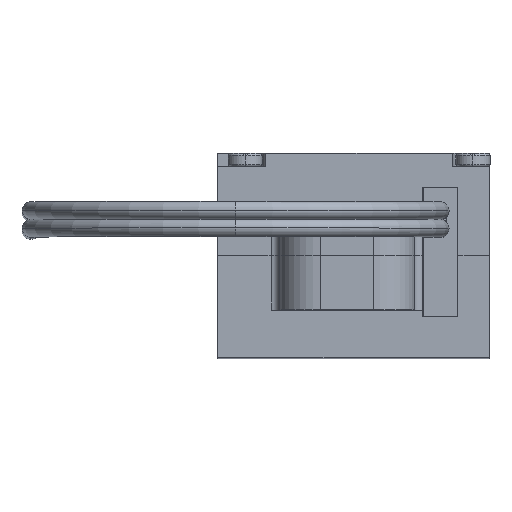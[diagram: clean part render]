
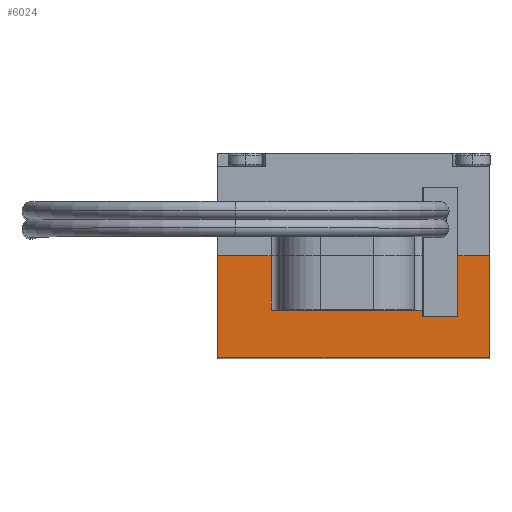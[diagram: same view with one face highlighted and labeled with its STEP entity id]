
A CAD part, top view. The second image highlights one B-rep face of the part: STEP entity #6024.
In plain terms, the highlighted planar face has unit normal (0, 0, 1).
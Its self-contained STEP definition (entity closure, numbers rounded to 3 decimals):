
#124 = VERTEX_POINT ( 'NONE', #2486 ) ;
#228 = VECTOR ( 'NONE', #2328, 1000. ) ;
#443 = CARTESIAN_POINT ( 'NONE',  ( 15., 3.5, 0. ) ) ;
#478 = EDGE_CURVE ( 'NONE', #14750, #4866, #12447, .T. ) ;
#496 = CARTESIAN_POINT ( 'NONE',  ( 3.9, 3.5, 0. ) ) ;
#531 = VECTOR ( 'NONE', #8343, 1000. ) ;
#1051 = DIRECTION ( 'NONE',  ( 0., -1., 0. ) ) ;
#1083 = VECTOR ( 'NONE', #3311, 1000. ) ;
#1163 = DIRECTION ( 'NONE',  ( -1., 0., 0. ) ) ;
#1192 = LINE ( 'NONE', #12760, #6585 ) ;
#1211 = VERTEX_POINT ( 'NONE', #4501 ) ;
#1223 = AXIS2_PLACEMENT_3D ( 'NONE', #10494, #4787, #12786 ) ;
#1274 = LINE ( 'NONE', #1915, #13132 ) ;
#1276 = EDGE_CURVE ( 'NONE', #1211, #9403, #6343, .T. ) ;
#1451 = LINE ( 'NONE', #10173, #1083 ) ;
#1840 = CARTESIAN_POINT ( 'NONE',  ( 19.9, 7.5, 0. ) ) ;
#1850 = ORIENTED_EDGE ( 'NONE', *, *, #5397, .T. ) ;
#1915 = CARTESIAN_POINT ( 'NONE',  ( 3.9, 7.5, 0. ) ) ;
#2123 = EDGE_CURVE ( 'NONE', #5567, #4264, #1274, .T. ) ;
#2328 = DIRECTION ( 'NONE',  ( 0., 1., 0. ) ) ;
#2486 = CARTESIAN_POINT ( 'NONE',  ( 17.6, 7.5, 0. ) ) ;
#2930 = LINE ( 'NONE', #1840, #14758 ) ;
#3311 = DIRECTION ( 'NONE',  ( 1., 0., 0. ) ) ;
#3614 = LINE ( 'NONE', #3733, #531 ) ;
#3733 = CARTESIAN_POINT ( 'NONE',  ( 0., 7.5, 0. ) ) ;
#3832 = ORIENTED_EDGE ( 'NONE', *, *, #14519, .T. ) ;
#3901 = EDGE_LOOP ( 'NONE', ( #3832, #11855, #11133, #1850, #11335, #8517, #6548, #4193, #8369, #5690 ) ) ;
#4144 = CARTESIAN_POINT ( 'NONE',  ( 19.9, 0., 0. ) ) ;
#4175 = LINE ( 'NONE', #8060, #6845 ) ;
#4193 = ORIENTED_EDGE ( 'NONE', *, *, #8500, .F. ) ;
#4264 = VERTEX_POINT ( 'NONE', #8655 ) ;
#4501 = CARTESIAN_POINT ( 'NONE',  ( 15., 3., 0. ) ) ;
#4553 = EDGE_CURVE ( 'NONE', #11689, #4866, #10042, .T. ) ;
#4787 = DIRECTION ( 'NONE',  ( 0., 0., -1. ) ) ;
#4866 = VERTEX_POINT ( 'NONE', #14107 ) ;
#5244 = DIRECTION ( 'NONE',  ( 1., 0., 0. ) ) ;
#5316 = DIRECTION ( 'NONE',  ( 1., 0., 0. ) ) ;
#5356 = EDGE_CURVE ( 'NONE', #1211, #5436, #10065, .T. ) ;
#5397 = EDGE_CURVE ( 'NONE', #9437, #14750, #3614, .T. ) ;
#5436 = VERTEX_POINT ( 'NONE', #11780 ) ;
#5567 = VERTEX_POINT ( 'NONE', #496 ) ;
#5690 = ORIENTED_EDGE ( 'NONE', *, *, #1276, .T. ) ;
#5997 = VECTOR ( 'NONE', #5244, 1000. ) ;
#6024 = ADVANCED_FACE ( 'NONE', ( #14539 ), #10437, .F. ) ;
#6264 = VECTOR ( 'NONE', #1051, 1000. ) ;
#6343 = LINE ( 'NONE', #6894, #228 ) ;
#6548 = ORIENTED_EDGE ( 'NONE', *, *, #14439, .F. ) ;
#6585 = VECTOR ( 'NONE', #12816, 1000. ) ;
#6845 = VECTOR ( 'NONE', #1163, 1000. ) ;
#6894 = CARTESIAN_POINT ( 'NONE',  ( 15., 3., 0. ) ) ;
#7136 = CARTESIAN_POINT ( 'NONE',  ( 17.6, 3., 0. ) ) ;
#8060 = CARTESIAN_POINT ( 'NONE',  ( 4.5, 3.5, 0. ) ) ;
#8343 = DIRECTION ( 'NONE',  ( 0., -1., 0. ) ) ;
#8369 = ORIENTED_EDGE ( 'NONE', *, *, #5356, .F. ) ;
#8500 = EDGE_CURVE ( 'NONE', #5436, #124, #1192, .T. ) ;
#8517 = ORIENTED_EDGE ( 'NONE', *, *, #4553, .F. ) ;
#8655 = CARTESIAN_POINT ( 'NONE',  ( 3.9, 7.5, 0. ) ) ;
#8697 = CARTESIAN_POINT ( 'NONE',  ( 19.9, 7.5, 0. ) ) ;
#9403 = VERTEX_POINT ( 'NONE', #443 ) ;
#9437 = VERTEX_POINT ( 'NONE', #10848 ) ;
#10042 = LINE ( 'NONE', #14827, #6264 ) ;
#10065 = LINE ( 'NONE', #7136, #10429 ) ;
#10173 = CARTESIAN_POINT ( 'NONE',  ( 19.9, 7.5, 0. ) ) ;
#10429 = VECTOR ( 'NONE', #14001, 1000. ) ;
#10437 = PLANE ( 'NONE',  #1223 ) ;
#10494 = CARTESIAN_POINT ( 'NONE',  ( 19.9, 7.5, 0. ) ) ;
#10848 = CARTESIAN_POINT ( 'NONE',  ( 0., 7.5, 0. ) ) ;
#11093 = DIRECTION ( 'NONE',  ( 0., 1., 0. ) ) ;
#11133 = ORIENTED_EDGE ( 'NONE', *, *, #14260, .F. ) ;
#11335 = ORIENTED_EDGE ( 'NONE', *, *, #478, .T. ) ;
#11689 = VERTEX_POINT ( 'NONE', #8697 ) ;
#11780 = CARTESIAN_POINT ( 'NONE',  ( 17.6, 3., 0. ) ) ;
#11855 = ORIENTED_EDGE ( 'NONE', *, *, #2123, .T. ) ;
#12447 = LINE ( 'NONE', #4144, #5997 ) ;
#12760 = CARTESIAN_POINT ( 'NONE',  ( 17.6, 3., 0. ) ) ;
#12786 = DIRECTION ( 'NONE',  ( -1., 0., 0. ) ) ;
#12816 = DIRECTION ( 'NONE',  ( 0., 1., 0. ) ) ;
#13132 = VECTOR ( 'NONE', #11093, 1000. ) ;
#13970 = CARTESIAN_POINT ( 'NONE',  ( 0., 0., 0. ) ) ;
#14001 = DIRECTION ( 'NONE',  ( 1., 0., 0. ) ) ;
#14107 = CARTESIAN_POINT ( 'NONE',  ( 19.9, 0., 0. ) ) ;
#14260 = EDGE_CURVE ( 'NONE', #9437, #4264, #2930, .T. ) ;
#14439 = EDGE_CURVE ( 'NONE', #124, #11689, #1451, .T. ) ;
#14519 = EDGE_CURVE ( 'NONE', #9403, #5567, #4175, .T. ) ;
#14539 = FACE_OUTER_BOUND ( 'NONE', #3901, .T. ) ;
#14750 = VERTEX_POINT ( 'NONE', #13970 ) ;
#14758 = VECTOR ( 'NONE', #5316, 1000. ) ;
#14827 = CARTESIAN_POINT ( 'NONE',  ( 19.9, 7.5, 0. ) ) ;
